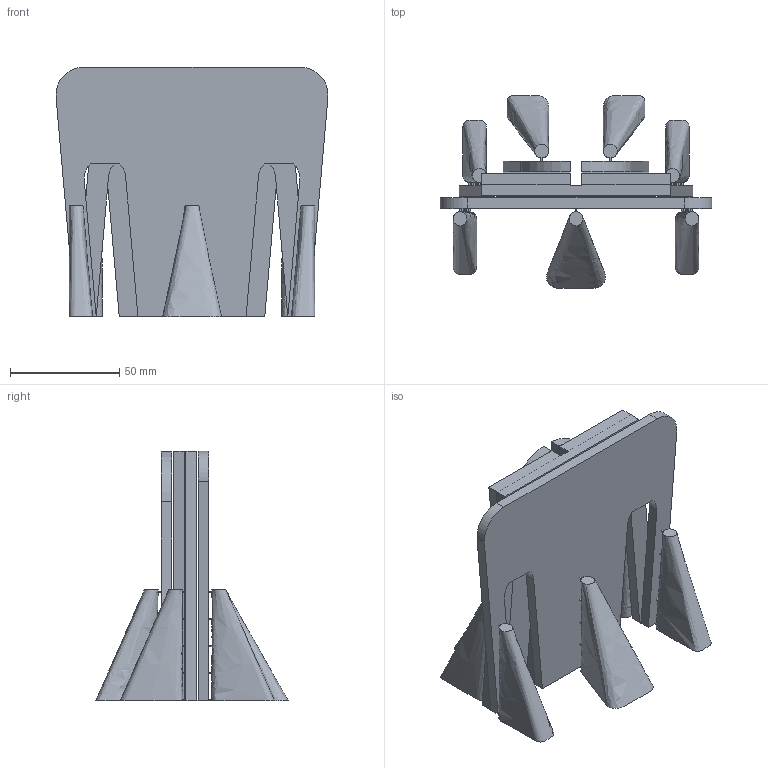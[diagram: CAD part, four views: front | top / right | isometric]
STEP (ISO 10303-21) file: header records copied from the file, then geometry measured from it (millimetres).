
FILE_DESCRIPTION(/* description */ (''),/* implementation_level */ '2;1');
FILE_NAME(/* name */ 'Liner Stand Top v10.step',/* time_stamp */ '2025-07-19T12:21:27-05:00',/* author */ (''),/* organization */ (''),/* preprocessor_version */ 'ST-DEVELOPER v20.1',/* originating_system */ 'Autodesk Translation Framework v14.10.0.0',/* authorisation */ '');
FILE_SCHEMA (('AUTOMOTIVE_DESIGN { 1 0 10303 214 3 1 1 }'));
Length unit declared in the file: inch
Products named in the file (1): Liner Stand Top
Bounding box: 124.59 x 88.15 x 114.3 mm (x, y, z)
Volume: 219621.1 mm3; surface area: 99049.4 mm2
Topology: 8 solids, 8 shells, 268 faces, 658 edges, 430 vertices
Faces by surface type: plane 249, cylinder 12, bspline 7
Entity records: 8928 total; most frequent: CARTESIAN_POINT 2832, ORIENTED_EDGE 1316, DIRECTION 1066, EDGE_CURVE 658, LINE 480, VECTOR 480, VERTEX_POINT 430, EDGE_LOOP 296
